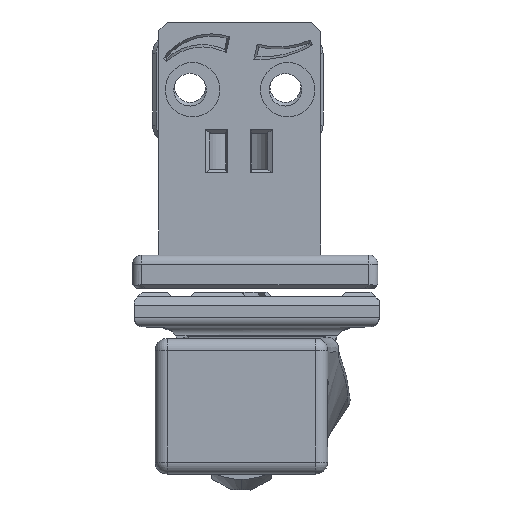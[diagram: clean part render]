
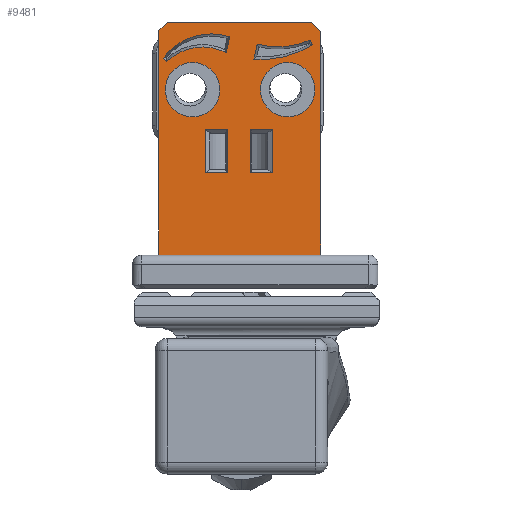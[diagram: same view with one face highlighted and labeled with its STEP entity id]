
A CAD part, front view. The second image highlights one B-rep face of the part: STEP entity #9481.
In plain terms, the highlighted planar face has unit normal (0, -1, 0).
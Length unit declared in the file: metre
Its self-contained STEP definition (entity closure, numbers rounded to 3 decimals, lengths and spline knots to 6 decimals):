
#297=CIRCLE('',#10145,0.003);
#298=CIRCLE('',#10146,0.005596);
#299=CIRCLE('',#10147,0.006626);
#300=CIRCLE('',#10148,0.010606);
#301=CIRCLE('',#10149,0.008814);
#302=CIRCLE('',#10150,0.003);
#1661=ORIENTED_EDGE('',*,*,#4198,.T.);
#1662=ORIENTED_EDGE('',*,*,#4199,.F.);
#1663=ORIENTED_EDGE('',*,*,#4200,.F.);
#1664=ORIENTED_EDGE('',*,*,#4201,.F.);
#1665=ORIENTED_EDGE('',*,*,#4202,.T.);
#1666=ORIENTED_EDGE('',*,*,#4203,.T.);
#1667=ORIENTED_EDGE('',*,*,#4204,.F.);
#1668=ORIENTED_EDGE('',*,*,#4205,.F.);
#1669=ORIENTED_EDGE('',*,*,#4206,.F.);
#1670=ORIENTED_EDGE('',*,*,#4207,.F.);
#1671=ORIENTED_EDGE('',*,*,#4208,.F.);
#1672=ORIENTED_EDGE('',*,*,#4209,.F.);
#1673=ORIENTED_EDGE('',*,*,#4210,.F.);
#1674=ORIENTED_EDGE('',*,*,#4211,.F.);
#1675=ORIENTED_EDGE('',*,*,#4212,.T.);
#1676=ORIENTED_EDGE('',*,*,#4213,.T.);
#1677=ORIENTED_EDGE('',*,*,#4214,.T.);
#1678=ORIENTED_EDGE('',*,*,#4215,.T.);
#1679=ORIENTED_EDGE('',*,*,#4216,.T.);
#1680=ORIENTED_EDGE('',*,*,#4217,.T.);
#1681=ORIENTED_EDGE('',*,*,#4218,.T.);
#1682=ORIENTED_EDGE('',*,*,#4219,.T.);
#1683=ORIENTED_EDGE('',*,*,#4220,.T.);
#1684=ORIENTED_EDGE('',*,*,#4221,.F.);
#4198=EDGE_CURVE('',#5521,#5522,#6353,.T.);
#4199=EDGE_CURVE('',#5523,#5522,#6354,.T.);
#4200=EDGE_CURVE('',#5524,#5523,#6355,.T.);
#4201=EDGE_CURVE('',#5525,#5524,#6356,.T.);
#4202=EDGE_CURVE('',#5525,#5526,#6357,.T.);
#4203=EDGE_CURVE('',#5526,#5521,#6358,.T.);
#4204=EDGE_CURVE('',#5527,#5528,#6359,.T.);
#4205=EDGE_CURVE('',#5529,#5527,#6360,.T.);
#4206=EDGE_CURVE('',#5530,#5529,#6361,.T.);
#4207=EDGE_CURVE('',#5528,#5530,#6362,.T.);
#4208=EDGE_CURVE('',#5531,#5532,#6363,.T.);
#4209=EDGE_CURVE('',#5533,#5531,#6364,.T.);
#4210=EDGE_CURVE('',#5534,#5533,#6365,.T.);
#4211=EDGE_CURVE('',#5532,#5534,#6366,.T.);
#4212=EDGE_CURVE('',#5535,#5535,#297,.T.);
#4213=EDGE_CURVE('',#5536,#5537,#298,.T.);
#4214=EDGE_CURVE('',#5537,#5538,#6367,.T.);
#4215=EDGE_CURVE('',#5538,#5539,#299,.T.);
#4216=EDGE_CURVE('',#5539,#5536,#6368,.T.);
#4217=EDGE_CURVE('',#5540,#5541,#300,.T.);
#4218=EDGE_CURVE('',#5541,#5542,#6369,.T.);
#4219=EDGE_CURVE('',#5542,#5543,#301,.T.);
#4220=EDGE_CURVE('',#5543,#5540,#6370,.T.);
#4221=EDGE_CURVE('',#5544,#5544,#302,.T.);
#5521=VERTEX_POINT('',#14971);
#5522=VERTEX_POINT('',#14972);
#5523=VERTEX_POINT('',#14974);
#5524=VERTEX_POINT('',#14976);
#5525=VERTEX_POINT('',#14978);
#5526=VERTEX_POINT('',#14980);
#5527=VERTEX_POINT('',#14983);
#5528=VERTEX_POINT('',#14984);
#5529=VERTEX_POINT('',#14986);
#5530=VERTEX_POINT('',#14988);
#5531=VERTEX_POINT('',#14991);
#5532=VERTEX_POINT('',#14992);
#5533=VERTEX_POINT('',#14994);
#5534=VERTEX_POINT('',#14996);
#5535=VERTEX_POINT('',#14999);
#5536=VERTEX_POINT('',#15001);
#5537=VERTEX_POINT('',#15002);
#5538=VERTEX_POINT('',#15004);
#5539=VERTEX_POINT('',#15006);
#5540=VERTEX_POINT('',#15009);
#5541=VERTEX_POINT('',#15010);
#5542=VERTEX_POINT('',#15012);
#5543=VERTEX_POINT('',#15014);
#5544=VERTEX_POINT('',#15017);
#6353=LINE('',#14970,#7165);
#6354=LINE('',#14973,#7166);
#6355=LINE('',#14975,#7167);
#6356=LINE('',#14977,#7168);
#6357=LINE('',#14979,#7169);
#6358=LINE('',#14981,#7170);
#6359=LINE('',#14982,#7171);
#6360=LINE('',#14985,#7172);
#6361=LINE('',#14987,#7173);
#6362=LINE('',#14989,#7174);
#6363=LINE('',#14990,#7175);
#6364=LINE('',#14993,#7176);
#6365=LINE('',#14995,#7177);
#6366=LINE('',#14997,#7178);
#6367=LINE('',#15003,#7179);
#6368=LINE('',#15007,#7180);
#6369=LINE('',#15011,#7181);
#6370=LINE('',#15015,#7182);
#7165=VECTOR('',#11330,1.);
#7166=VECTOR('',#11331,1.);
#7167=VECTOR('',#11332,1.);
#7168=VECTOR('',#11333,1.);
#7169=VECTOR('',#11334,1.);
#7170=VECTOR('',#11335,1.);
#7171=VECTOR('',#11336,1.);
#7172=VECTOR('',#11337,1.);
#7173=VECTOR('',#11338,1.);
#7174=VECTOR('',#11339,1.);
#7175=VECTOR('',#11340,1.);
#7176=VECTOR('',#11341,1.);
#7177=VECTOR('',#11342,1.);
#7178=VECTOR('',#11343,1.);
#7179=VECTOR('',#11348,1.);
#7180=VECTOR('',#11351,1.);
#7181=VECTOR('',#11354,1.);
#7182=VECTOR('',#11357,1.);
#7978=EDGE_LOOP('',(#1661,#1662,#1663,#1664,#1665,#1666));
#7979=EDGE_LOOP('',(#1667,#1668,#1669,#1670));
#7980=EDGE_LOOP('',(#1671,#1672,#1673,#1674));
#7981=EDGE_LOOP('',(#1675));
#7982=EDGE_LOOP('',(#1676,#1677,#1678,#1679));
#7983=EDGE_LOOP('',(#1680,#1681,#1682,#1683));
#7984=EDGE_LOOP('',(#1684));
#8586=FACE_BOUND('',#7978,.T.);
#8587=FACE_BOUND('',#7979,.T.);
#8588=FACE_BOUND('',#7980,.T.);
#8589=FACE_BOUND('',#7981,.T.);
#8590=FACE_BOUND('',#7982,.T.);
#8591=FACE_BOUND('',#7983,.T.);
#8592=FACE_BOUND('',#7984,.T.);
#9102=PLANE('',#10144);
#9481=ADVANCED_FACE('',(#8586,#8587,#8588,#8589,#8590,#8591,#8592),#9102,
 .T.);
#10144=AXIS2_PLACEMENT_3D('',#14969,#11328,#11329);
#10145=AXIS2_PLACEMENT_3D('',#14998,#11344,#11345);
#10146=AXIS2_PLACEMENT_3D('',#15000,#11346,#11347);
#10147=AXIS2_PLACEMENT_3D('',#15005,#11349,#11350);
#10148=AXIS2_PLACEMENT_3D('',#15008,#11352,#11353);
#10149=AXIS2_PLACEMENT_3D('',#15013,#11355,#11356);
#10150=AXIS2_PLACEMENT_3D('',#15016,#11358,#11359);
#11328=DIRECTION('',(0.,-1.,0.));
#11329=DIRECTION('',(0.,0.,-1.));
#11330=DIRECTION('',(0.,0.,1.));
#11331=DIRECTION('',(0.707,0.,-0.707));
#11332=DIRECTION('',(1.,0.,0.));
#11333=DIRECTION('',(0.707,0.,0.707));
#11334=DIRECTION('',(0.,0.,-1.));
#11335=DIRECTION('',(1.,0.,0.));
#11336=DIRECTION('',(0.,0.,-1.));
#11337=DIRECTION('',(-1.,0.,0.));
#11338=DIRECTION('',(0.,0.,1.));
#11339=DIRECTION('',(1.,0.,0.));
#11340=DIRECTION('',(1.,0.,0.));
#11341=DIRECTION('',(0.,0.,-1.));
#11342=DIRECTION('',(-1.,0.,0.));
#11343=DIRECTION('',(0.,0.,1.));
#11344=DIRECTION('',(0.,1.,0.));
#11345=DIRECTION('',(1.,0.,0.));
#11346=DIRECTION('',(0.,-1.,0.));
#11347=DIRECTION('',(1.,0.,0.));
#11348=DIRECTION('',(-0.707,0.,0.707));
#11349=DIRECTION('',(0.,1.,0.));
#11350=DIRECTION('',(1.,0.,0.));
#11351=DIRECTION('',(-0.225,0.,-0.974));
#11352=DIRECTION('',(0.,1.,0.));
#11353=DIRECTION('',(1.,0.,0.));
#11354=DIRECTION('',(0.22,0.,0.975));
#11355=DIRECTION('',(0.,-1.,0.));
#11356=DIRECTION('',(1.,0.,0.));
#11357=DIRECTION('',(0.447,0.,-0.894));
#11358=DIRECTION('',(0.,-1.,0.));
#11359=DIRECTION('',(1.,0.,0.));
#14969=CARTESIAN_POINT('',(-0.000168,0.026686,0.022246));
#14970=CARTESIAN_POINT('',(0.008757,0.026686,0.027853));
#14971=CARTESIAN_POINT('',(0.008757,0.026686,0.009396));
#14972=CARTESIAN_POINT('',(0.008757,0.026686,0.034096));
#14973=CARTESIAN_POINT('',(0.006882,0.026686,0.035971));
#14974=CARTESIAN_POINT('',(0.007757,0.026686,0.035096));
#14975=CARTESIAN_POINT('',(-0.000129,0.026686,0.035096));
#14976=CARTESIAN_POINT('',(-0.008143,0.026686,0.035096));
#14977=CARTESIAN_POINT('',(-0.007136,0.026686,0.036104));
#14978=CARTESIAN_POINT('',(-0.009093,0.026686,0.034146));
#14979=CARTESIAN_POINT('',(-0.009093,0.026686,0.034367));
#14980=CARTESIAN_POINT('',(-0.009093,0.026686,0.009396));
#14981=CARTESIAN_POINT('',(-0.000168,0.026686,0.009396));
#14982=CARTESIAN_POINT('',(0.001011,0.026686,0.018096));
#14983=CARTESIAN_POINT('',(0.001011,0.026686,0.023246));
#14984=CARTESIAN_POINT('',(0.001011,0.026686,0.018446));
#14985=CARTESIAN_POINT('',(-0.000128,0.026686,0.023246));
#14986=CARTESIAN_POINT('',(0.003457,0.026686,0.023246));
#14987=CARTESIAN_POINT('',(0.003457,0.026686,0.018346));
#14988=CARTESIAN_POINT('',(0.003457,0.026686,0.018446));
#14989=CARTESIAN_POINT('',(-0.000128,0.026686,0.018446));
#14990=CARTESIAN_POINT('',(-0.000128,0.026686,0.018446));
#14991=CARTESIAN_POINT('',(-0.004,0.026686,0.018446));
#14992=CARTESIAN_POINT('',(-0.001554,0.026686,0.018446));
#14993=CARTESIAN_POINT('',(-0.004,0.026686,0.018346));
#14994=CARTESIAN_POINT('',(-0.004,0.026686,0.023246));
#14995=CARTESIAN_POINT('',(-0.000128,0.026686,0.023246));
#14996=CARTESIAN_POINT('',(-0.001554,0.026686,0.023246));
#14997=CARTESIAN_POINT('',(-0.001554,0.026686,0.018096));
#14998=CARTESIAN_POINT('',(-0.005378,0.026686,0.027624));
#14999=CARTESIAN_POINT('',(-0.002378,0.026686,0.027624));
#15000=CARTESIAN_POINT('',(-0.004268,0.026686,0.026747));
#15001=CARTESIAN_POINT('',(-0.001669,0.026686,0.031702));
#15002=CARTESIAN_POINT('',(-0.008204,0.026686,0.030724));
#15003=CARTESIAN_POINT('',(-0.006527,0.026686,0.029047));
#15004=CARTESIAN_POINT('',(-0.008606,0.026686,0.031126));
#15005=CARTESIAN_POINT('',(-0.003296,0.026686,0.027162));
#15006=CARTESIAN_POINT('',(-0.001261,0.026686,0.033468));
#15007=CARTESIAN_POINT('',(-0.00138,0.026686,0.032954));
#15008=CARTESIAN_POINT('',(0.002253,0.026686,0.041578));
#15009=CARTESIAN_POINT('',(0.007859,0.026686,0.032574));
#15010=CARTESIAN_POINT('',(0.001386,0.026686,0.031008));
#15011=CARTESIAN_POINT('',(0.001466,0.026686,0.031362));
#15012=CARTESIAN_POINT('',(0.001756,0.026686,0.032645));
#15013=CARTESIAN_POINT('',(0.004024,0.026686,0.041163));
#15014=CARTESIAN_POINT('',(0.007594,0.026686,0.033104));
#15015=CARTESIAN_POINT('',(0.007018,0.026686,0.034257));
#15016=CARTESIAN_POINT('',(0.005126,0.026686,0.027624));
#15017=CARTESIAN_POINT('',(0.008126,0.026686,0.027624));
